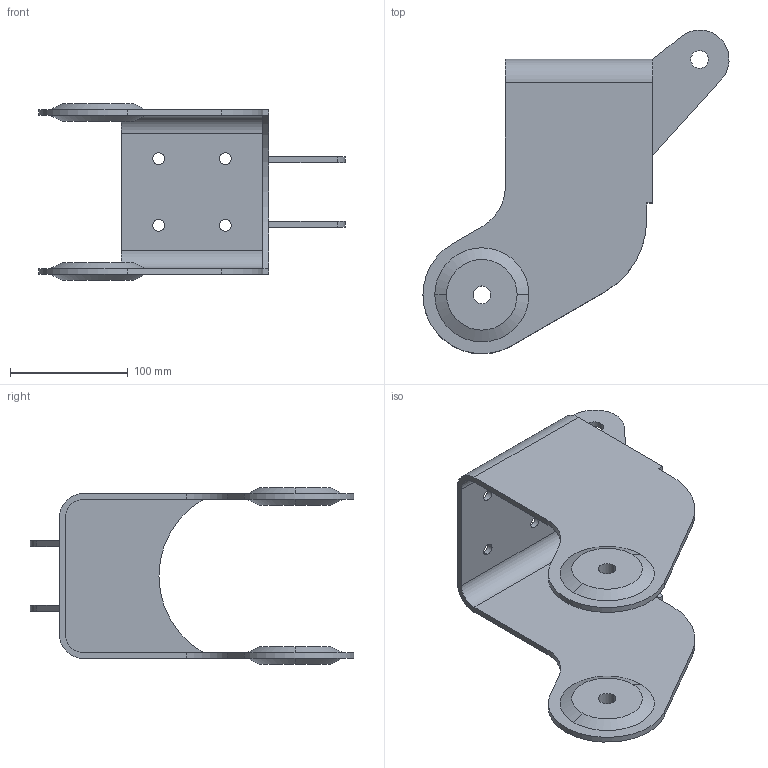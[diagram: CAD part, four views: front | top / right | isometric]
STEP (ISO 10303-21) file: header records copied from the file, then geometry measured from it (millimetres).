
FILE_DESCRIPTION((''),'2;1');
FILE_NAME('FRONT_WHEEL_BRACKET','2017-03-06T',('Qingyang Liu'),(''),'CREO PARAMETRIC BY PTC INC, 2015380','CREO PARAMETRIC BY PTC INC, 2015380','');
FILE_SCHEMA(('CONFIG_CONTROL_DESIGN'));
Length unit declared in the file: millimetre
Products named in the file (1): FRONT_WHEEL_BRACKET
Bounding box: 259.94 x 275 x 150 mm (x, y, z)
Volume: 560009.5 mm3; surface area: 205693.5 mm2
Topology: 1 solids, 1 shells, 66 faces, 172 edges, 112 vertices
Faces by surface type: plane 29, cylinder 29, cone 8
Entity records: 2116 total; most frequent: DIRECTION 378, CARTESIAN_POINT 350, ORIENTED_EDGE 344, EDGE_CURVE 172, AXIS2_PLACEMENT_3D 140, VERTEX_POINT 112, VECTOR 98, LINE 98
